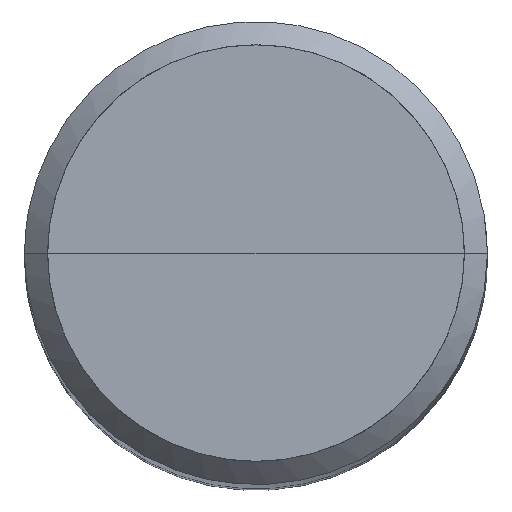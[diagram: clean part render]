
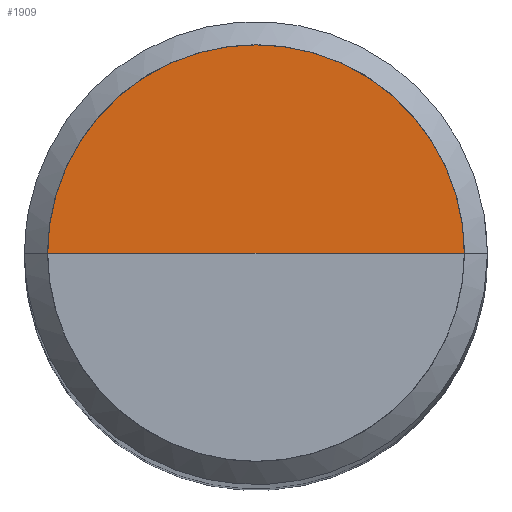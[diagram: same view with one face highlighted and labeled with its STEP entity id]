
A CAD part, top view. The second image highlights one B-rep face of the part: STEP entity #1909.
In plain terms, the highlighted free-form (B-spline) face has degree [1, 2] with [2, 5] control points.
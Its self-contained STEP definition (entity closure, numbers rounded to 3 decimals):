
#1709=CARTESIAN_POINT('',(4.5,0.0,50.0));
#1710=CARTESIAN_POINT('',(4.5,4.5,50.0));
#1711=CARTESIAN_POINT('',(0.0,4.5,50.0));
#1712=CARTESIAN_POINT('',(-4.5,4.5,50.0));
#1713=CARTESIAN_POINT('',(-4.5,0.0,50.0));
#1714=CARTESIAN_POINT('',(0.0,0.0,50.0));
#1894=(
BOUNDED_SURFACE()
B_SPLINE_SURFACE(1,2,(
(#1709,#1710,#1711,#1712,#1713),
(#1714,#1714,#1714,#1714,#1714)
), .UNSPECIFIED.,.F.,.F.,.F.)
B_SPLINE_SURFACE_WITH_KNOTS((2,2),(3,2,3),(
0.0,1.0),(
0.0,0.5,1.0), .UNSPECIFIED.)
GEOMETRIC_REPRESENTATION_ITEM()
RATIONAL_B_SPLINE_SURFACE(((1.0,0.707,1.0,0.707,1.0),
(1.0,0.707,1.0,0.707,1.0)
))
REPRESENTATION_ITEM('')
SURFACE()
);
#1895=(
BOUNDED_CURVE()
B_SPLINE_CURVE(1,(#1714,#1709),.UNSPECIFIED.,.F.,.F.)
B_SPLINE_CURVE_WITH_KNOTS((2,2),
(0.0,1.0),.UNSPECIFIED.)
CURVE()
GEOMETRIC_REPRESENTATION_ITEM()
RATIONAL_B_SPLINE_CURVE((1.0,1.0))
REPRESENTATION_ITEM('')
);
#1896=(
BOUNDED_CURVE()
B_SPLINE_CURVE(2,(#1709,#1710,#1711,#1712,#1713),.UNSPECIFIED.,.F.,.F.)
B_SPLINE_CURVE_WITH_KNOTS((3,2,3),
(0.0,0.5,1.0),.UNSPECIFIED.)
CURVE()
GEOMETRIC_REPRESENTATION_ITEM()
RATIONAL_B_SPLINE_CURVE((1.0,0.707,1.0,0.707,1.0))
REPRESENTATION_ITEM('')
);
#1897=(
BOUNDED_CURVE()
B_SPLINE_CURVE(1,(#1713,#1714),.UNSPECIFIED.,.F.,.F.)
B_SPLINE_CURVE_WITH_KNOTS((2,2),
(0.0,1.0),.UNSPECIFIED.)
CURVE()
GEOMETRIC_REPRESENTATION_ITEM()
RATIONAL_B_SPLINE_CURVE((1.0,1.0))
REPRESENTATION_ITEM('')
);
#1898=VERTEX_POINT('',#1709);
#1899=VERTEX_POINT('',#1713);
#1900=VERTEX_POINT('',#1714);
#1901=EDGE_CURVE('',#1900,#1898,#1895,.T.);
#1902=EDGE_CURVE('',#1898,#1899,#1896,.T.);
#1903=EDGE_CURVE('',#1899,#1900,#1897,.T.);
#1904=ORIENTED_EDGE('',*,*,#1901,.T.);
#1905=ORIENTED_EDGE('',*,*,#1902,.T.);
#1906=ORIENTED_EDGE('',*,*,#1903,.T.);
#1907=EDGE_LOOP('',(#1904,#1905,#1906));
#1908=FACE_OUTER_BOUND('',#1907,.T.);
#1909=ADVANCED_FACE('',(#1908),#1894,.T.);
